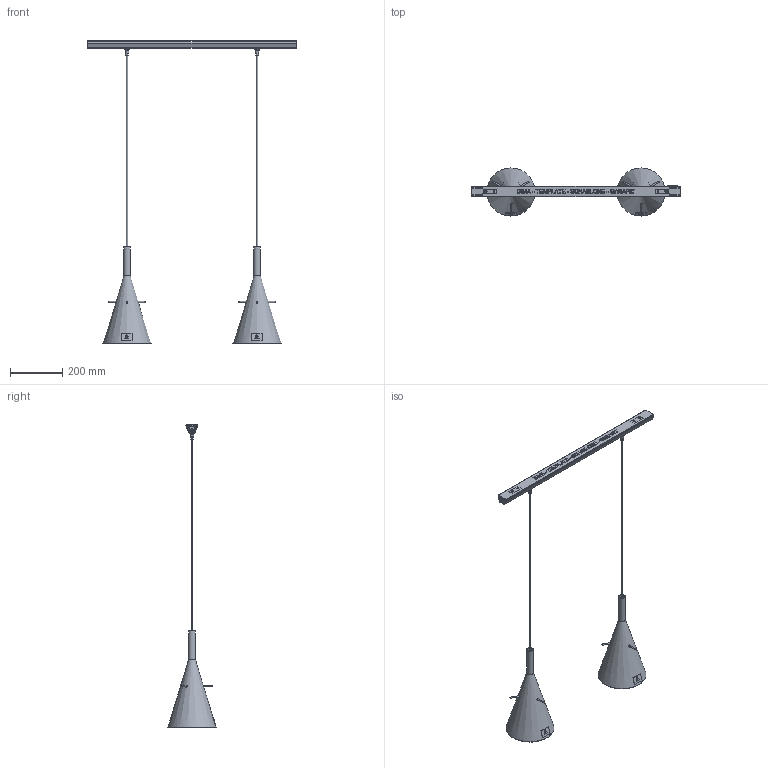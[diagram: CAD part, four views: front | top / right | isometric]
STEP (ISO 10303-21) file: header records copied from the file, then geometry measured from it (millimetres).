
FILE_DESCRIPTION(/* description */ (''),/* implementation_level */ '2;1');
FILE_NAME(/* name */ 'F333785xxxxxxx.stp',/* time_stamp */ '2020-01-20T14:44:11+01:00',/* author */ ('sghezzi'),/* organization */ (''),/* preprocessor_version */ 'ST-DEVELOPER v17.2',/* originating_system */ 'Autodesk Inventor 2019',/* authorisation */ '');
FILE_SCHEMA (('AUTOMOTIVE_DESIGN { 1 0 10303 214 3 1 1 }'));
Products named in the file (41): F333785550TCLE; 004333722; 000103021; 007333720; 007333724; 007333723; 065010000; 007333721; 007333722; 058007600; 005428100; 003333721; 003333722; 003333900; 005340200; 002331401; 007330003; 064001001; 065006202; 007330021; 030023010; 007330020; 007348511; 007434210; 063022100; 062009000; 060009000; 007434200; 006600329; 005426810; 003434210; 009434231; 065011003; 006411950; 003434201; 006802010; 058001000; 050003000; 005394710; 009428320 ...
Assembly tree (103 placements, depth 2):
  F333785550TCLE
    004333722
    000103021
    007333720  x2
    007333724  x2
    007333723  x2
    065010000  x2
    007333721  x2
    007333722  x2
    063022100  x6
    060009000  x6
    062009000  x4
    058007600
    005428100
    003333721
    058001000  x3
    003333722  x2
    050003000  x3
    003333900  x2
    005340200  x2
    002331401  x2
    007330003  x2
    064001001  x2
    065006202  x2
    007330021  x2
    030023010  x2
    007330020  x6
    007348511  x2
    007434210  x2
    007434200  x2
    006600329  x4
    005426810  x2
    003434210  x2
    009434231
    065011003  x6
    006411950  x6
    003434201  x2
    006802010  x6
    005394710  x2
    009428320  x2
    094004600
Bounding box: 804 x 185 x 1162.4 mm (x, y, z)
Volume: 1120026.7 mm3; surface area: 1099326.2 mm2
Topology: 105 solids, 105 shells, 3421 faces, 9330 edges, 6207 vertices
Faces by surface type: plane 2164, cylinder 976, bspline 171, cone 74, torus 26, sphere 10
Full cylindrical faces by diameter (mm): 0.337 x1, 0.538 x1, 1.5 x3, 1.7 x3, 2.3 x1, 2.459 x6, 2.5 x12, 3 x14, 3.2 x6, 3.242 x6, 3.5 x3, 4 x8, 4.134 x6, 4.2 x4, 4.21 x4, 4.4 x4, 4.5 x2, 5 x12, 5.2 x4, 5.5 x10, 5.6 x6, 5.9 x4, 5.917 x2, 6 x8, 6.5 x2, 7 x14, 7.6 x6, 8 x1, 8.376 x6, 8.917 x4
Entity records: 91520 total; most frequent: CARTESIAN_POINT 32110, ORIENTED_EDGE 12086, DIRECTION 11691, EDGE_CURVE 6043, VERTEX_POINT 4052, LINE 4043, VECTOR 4043, AXIS2_PLACEMENT_3D 3824
